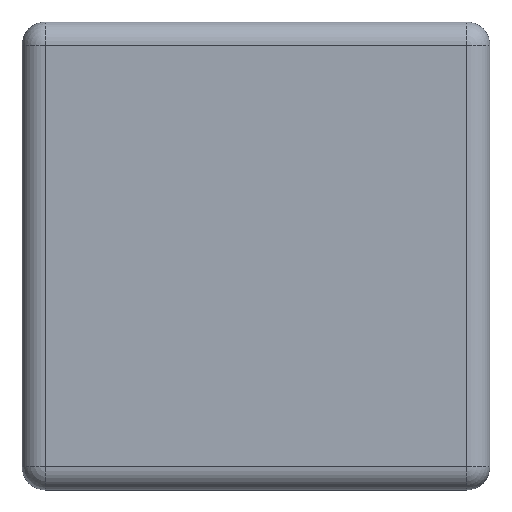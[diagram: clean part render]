
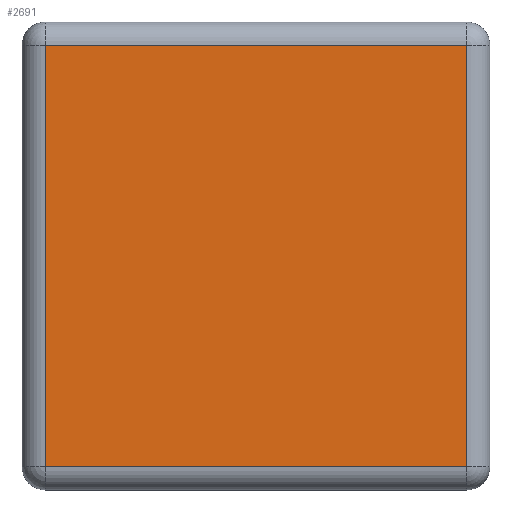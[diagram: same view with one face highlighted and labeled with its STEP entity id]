
A CAD part, top view. The second image highlights one B-rep face of the part: STEP entity #2691.
In plain terms, the highlighted planar face has unit normal (0, 0, 1).
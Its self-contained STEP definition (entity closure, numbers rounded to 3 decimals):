
#383=FACE_OUTER_BOUND('',#534,.T.);
#534=EDGE_LOOP('',(#2482,#2483,#2484,#2485));
#770=LINE('',#4724,#977);
#777=LINE('',#4741,#984);
#781=LINE('',#4751,#988);
#785=LINE('',#4763,#992);
#977=VECTOR('',#3587,1000.);
#984=VECTOR('',#3606,1000.);
#988=VECTOR('',#3618,1000.);
#992=VECTOR('',#3634,1000.);
#1251=VERTEX_POINT('',#4721);
#1252=VERTEX_POINT('',#4723);
#1255=VERTEX_POINT('',#4737);
#1256=VERTEX_POINT('',#4739);
#1612=EDGE_CURVE('',#1252,#1251,#770,.T.);
#1622=EDGE_CURVE('',#1255,#1256,#777,.T.);
#1627=EDGE_CURVE('',#1251,#1255,#781,.T.);
#1634=EDGE_CURVE('',#1256,#1252,#785,.T.);
#2482=ORIENTED_EDGE('',*,*,#1612,.T.);
#2483=ORIENTED_EDGE('',*,*,#1627,.T.);
#2484=ORIENTED_EDGE('',*,*,#1622,.T.);
#2485=ORIENTED_EDGE('',*,*,#1634,.T.);
#2545=PLANE('',#2989);
#2691=ADVANCED_FACE('',(#383),#2545,.T.);
#2989=AXIS2_PLACEMENT_3D('',#4920,#3753,#3754);
#3587=DIRECTION('',(-1.,0.,0.));
#3606=DIRECTION('',(1.,0.,0.));
#3618=DIRECTION('',(0.,-1.,0.));
#3634=DIRECTION('',(0.,1.,0.));
#3753=DIRECTION('center_axis',(0.,0.,
1.));
#3754=DIRECTION('ref_axis',(1.,0.,0.));
#4721=CARTESIAN_POINT('',(-18.,18.,2.5));
#4723=CARTESIAN_POINT('',(18.,18.,2.5));
#4724=CARTESIAN_POINT('',(18.,18.,2.5));
#4737=CARTESIAN_POINT('',(-18.,-18.,2.5));
#4739=CARTESIAN_POINT('',(18.,-18.,2.5));
#4741=CARTESIAN_POINT('',(-18.,-18.,2.5));
#4751=CARTESIAN_POINT('',(-18.,18.,2.5));
#4763=CARTESIAN_POINT('',(18.,-18.,2.5));
#4920=CARTESIAN_POINT('Origin',(0.,0.,2.5));
